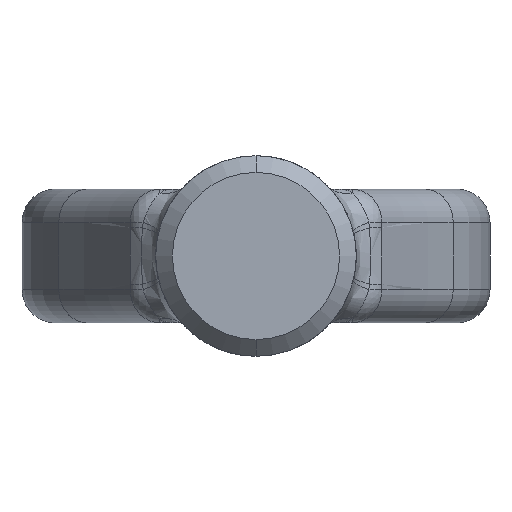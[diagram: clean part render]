
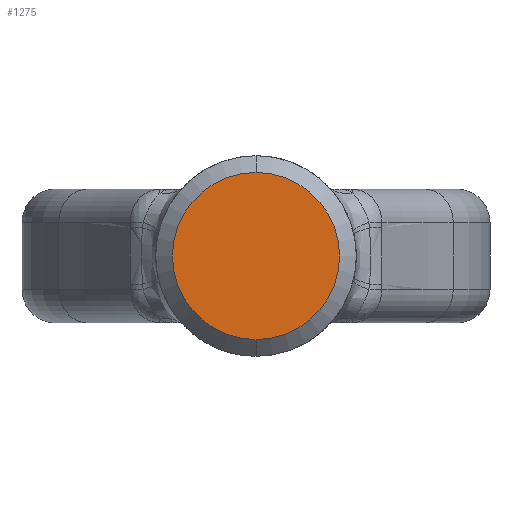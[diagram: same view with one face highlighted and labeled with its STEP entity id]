
A CAD part, front view. The second image highlights one B-rep face of the part: STEP entity #1275.
In plain terms, the highlighted planar face has unit normal (0, -1, 0).
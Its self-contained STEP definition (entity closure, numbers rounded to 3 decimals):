
#39 = ORIENTED_EDGE ( 'NONE', *, *, #523, .T. ) ;
#68 = CARTESIAN_POINT ( 'NONE',  ( 0., -44., 3. ) ) ;
#264 = DIRECTION ( 'NONE',  ( 0., -1., 0. ) ) ;
#281 = CIRCLE ( 'NONE', #1491, 2.5 ) ;
#523 = EDGE_CURVE ( 'NONE', #804, #749, #1901, .T. ) ;
#548 = AXIS2_PLACEMENT_3D ( 'NONE', #68, #264, #2017 ) ;
#749 = VERTEX_POINT ( 'NONE', #929 ) ;
#804 = VERTEX_POINT ( 'NONE', #1794 ) ;
#827 = DIRECTION ( 'NONE',  ( 0., 1., 0. ) ) ;
#929 = CARTESIAN_POINT ( 'NONE',  ( 0., -44., 5.5 ) ) ;
#997 = FACE_OUTER_BOUND ( 'NONE', #1998, .T. ) ;
#1015 = DIRECTION ( 'NONE',  ( 0., -1., 0. ) ) ;
#1032 = CARTESIAN_POINT ( 'NONE',  ( -3., -44., 6. ) ) ;
#1219 = PLANE ( 'NONE',  #1823 ) ;
#1275 = ADVANCED_FACE ( 'NONE', ( #997 ), #1219, .F. ) ;
#1372 = ORIENTED_EDGE ( 'NONE', *, *, #2063, .T. ) ;
#1491 = AXIS2_PLACEMENT_3D ( 'NONE', #1651, #1015, #1620 ) ;
#1620 = DIRECTION ( 'NONE',  ( 0., 0., 1. ) ) ;
#1651 = CARTESIAN_POINT ( 'NONE',  ( 0., -44., 3. ) ) ;
#1681 = DIRECTION ( 'NONE',  ( 0., 0., 1. ) ) ;
#1794 = CARTESIAN_POINT ( 'NONE',  ( 0., -44., 0.5 ) ) ;
#1823 = AXIS2_PLACEMENT_3D ( 'NONE', #1032, #827, #1681 ) ;
#1901 = CIRCLE ( 'NONE', #548, 2.5 ) ;
#1998 = EDGE_LOOP ( 'NONE', ( #1372, #39 ) ) ;
#2017 = DIRECTION ( 'NONE',  ( 0., 0., 1. ) ) ;
#2063 = EDGE_CURVE ( 'NONE', #749, #804, #281, .T. ) ;
